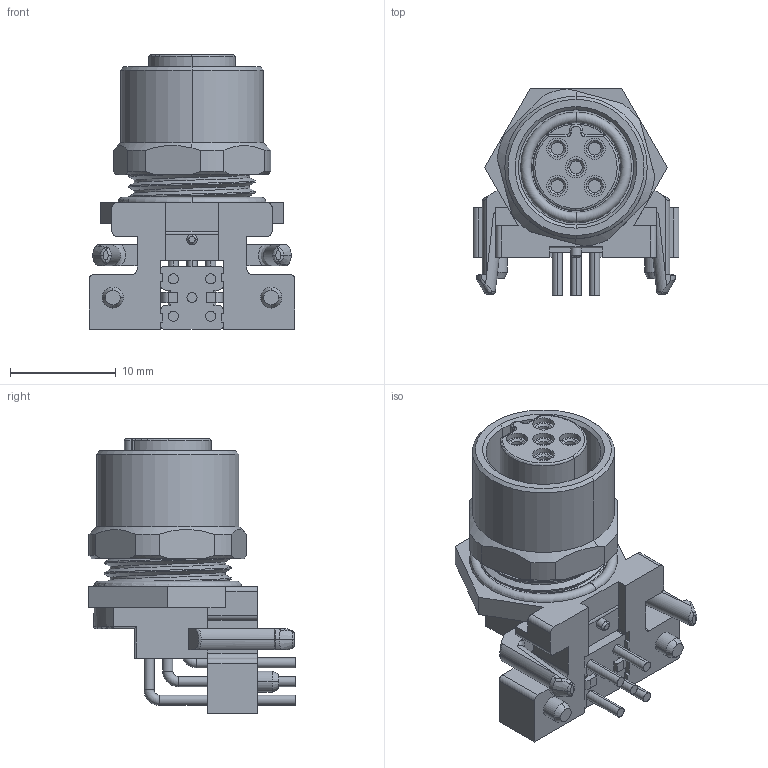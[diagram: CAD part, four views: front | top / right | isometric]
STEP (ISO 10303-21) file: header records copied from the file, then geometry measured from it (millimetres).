
FILE_DESCRIPTION(('STEP AP242'),'1');
FILE_NAME('t4145415051-001.stp','2023-12-08T03:27:53',('TraceParts'),('TraceParts S.A.'),'Spatial InterOp 3D',' ',' ');
FILE_SCHEMA(('AP242_MANAGED_MODEL_BASED_3D_ENGINEERING_MIM_LF {1 0 10303 442 1 1 4}'));
Length unit declared in the file: millimetre
Products named in the file (1): t4145415051-001
Bounding box: 19.5 x 19.6 x 26 mm (x, y, z)
Volume: 3049.1 mm3; surface area: 2882.4 mm2
Topology: 1 solids, 1 shells, 467 faces, 1226 edges, 781 vertices
Faces by surface type: plane 236, cylinder 126, cone 60, torus 26, bspline 17, sphere 2
Entity records: 17467 total; most frequent: CARTESIAN_POINT 5891, ORIENTED_EDGE 2452, DIRECTION 2373, EDGE_CURVE 1226, AXIS2_PLACEMENT_3D 802, VERTEX_POINT 781, LINE 769, VECTOR 769
